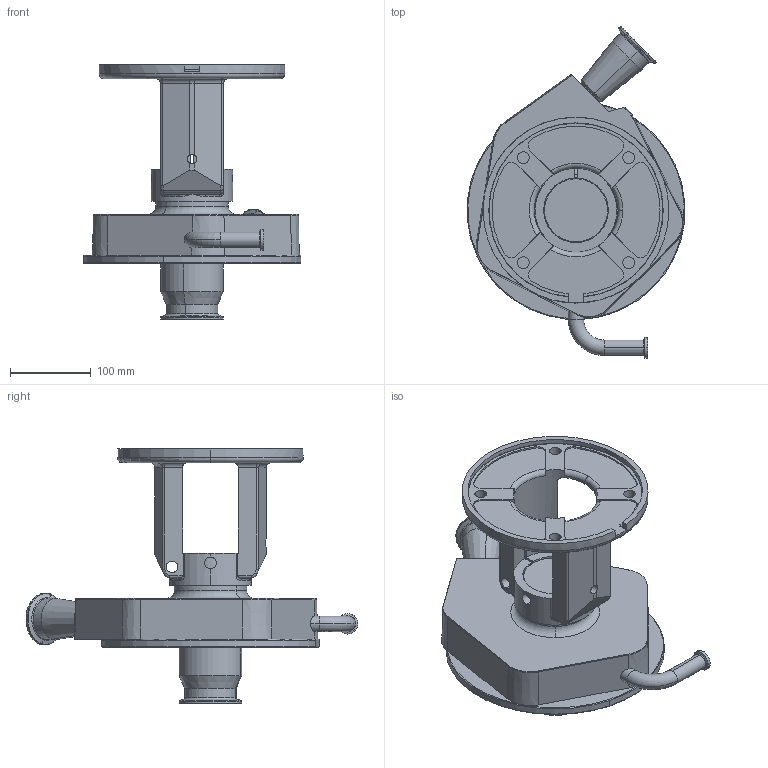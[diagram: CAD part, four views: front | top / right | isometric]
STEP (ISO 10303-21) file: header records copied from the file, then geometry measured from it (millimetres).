
FILE_DESCRIPTION (( 'STEP AP214' ), '1' );
FILE_NAME ('FPR 1741-1742 180-250TC 45L 3-4 IN ELBOW LEFT DRAIN.STEP', '2023-01-11T20:20:39', ( '' ), ( '' ), 'SwSTEP 2.0', 'SolidWorks 2021', '' );
FILE_SCHEMA (( 'AUTOMOTIVE_DESIGN' ));
Length unit declared in the file: millimetre
Products named in the file (1): FPR 1741-1742 180-250TC 45L 3-4 IN ELBOW LEFT DRAIN
Bounding box: 269.09 x 411.02 x 314.5 mm (x, y, z)
Volume: 2925748.6 mm3; surface area: 540057.4 mm2
Topology: 1 solids, 6 shells, 430 faces, 1046 edges, 620 vertices
Faces by surface type: cylinder 162, torus 94, plane 87, cone 75, bspline 9, sphere 3
Entity records: 14466 total; most frequent: CARTESIAN_POINT 4261, DIRECTION 2311, ORIENTED_EDGE 2060, EDGE_CURVE 1030, AXIS2_PLACEMENT_3D 968, VERTEX_POINT 620, CIRCLE 546, EDGE_LOOP 468
